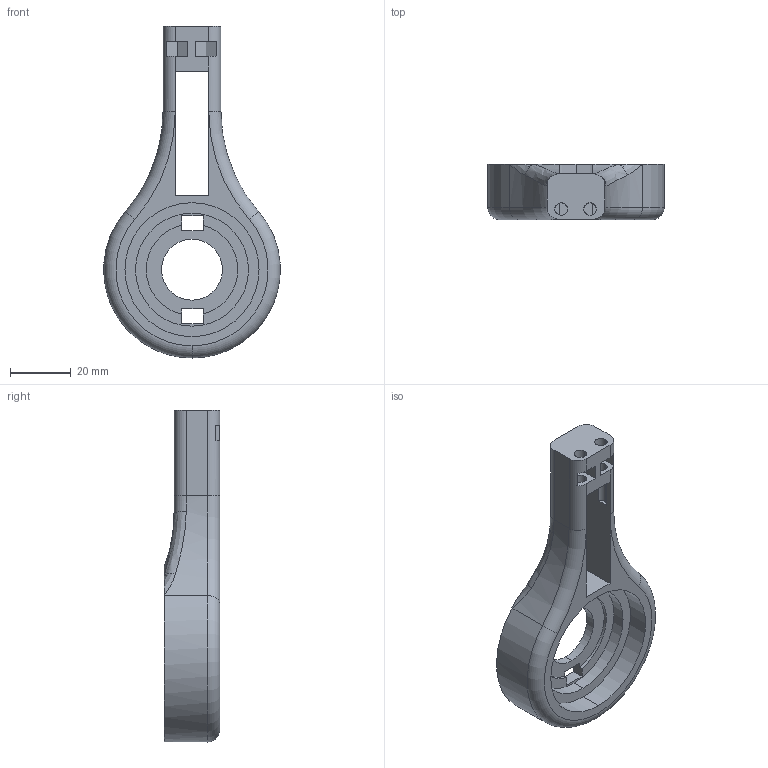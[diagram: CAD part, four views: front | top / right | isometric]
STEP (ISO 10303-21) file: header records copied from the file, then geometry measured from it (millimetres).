
FILE_DESCRIPTION (( 'STEP AP203' ), '1' );
FILE_NAME ('Lower Handle Mount.STEP', '2024-04-25T20:53:17', ( '' ), ( '' ), 'SwSTEP 2.0', 'SolidWorks 2022', '' );
FILE_SCHEMA (( 'CONFIG_CONTROL_DESIGN' ));
Length unit declared in the file: millimetre
Products named in the file (1): Lower Handle Mount
Bounding box: 57.95 x 18.2 x 109 mm (x, y, z)
Volume: 32421 mm3; surface area: 14375.5 mm2
Topology: 1 solids, 1 shells, 74 faces, 211 edges, 134 vertices
Faces by surface type: plane 37, cylinder 25, torus 8, bspline 4
Entity records: 2664 total; most frequent: CARTESIAN_POINT 602, DIRECTION 421, ORIENTED_EDGE 418, EDGE_CURVE 209, AXIS2_PLACEMENT_3D 149, VERTEX_POINT 134, LINE 123, VECTOR 123
